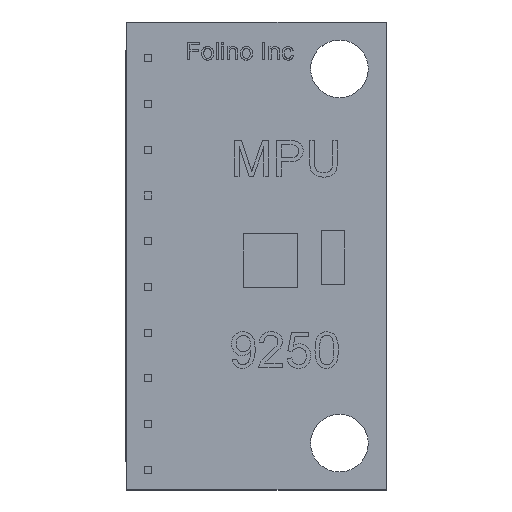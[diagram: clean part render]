
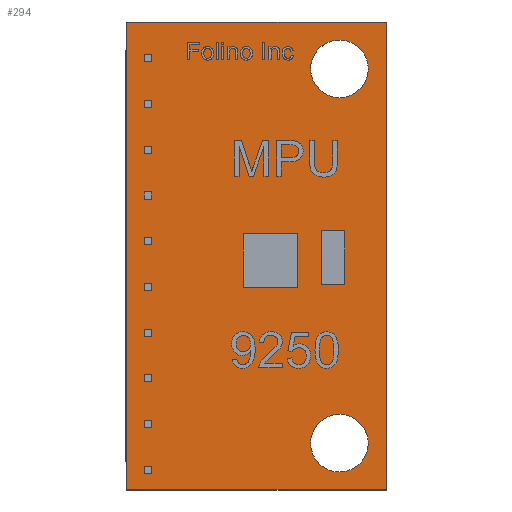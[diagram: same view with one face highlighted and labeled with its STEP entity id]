
A CAD part, top view. The second image highlights one B-rep face of the part: STEP entity #294.
In plain terms, the highlighted planar face has unit normal (0, 0, 1).
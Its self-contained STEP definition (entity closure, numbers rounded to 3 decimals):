
#277=FACE_BOUND('',#747,.T.);
#278=FACE_BOUND('',#748,.T.);
#294=ADVANCED_FACE('',(#519,#277,#278),#3273,.T.);
#519=FACE_OUTER_BOUND('',#746,.T.);
#746=EDGE_LOOP('',(#1002,#1003,#1004,#1005));
#747=EDGE_LOOP('',(#1006,#1007));
#748=EDGE_LOOP('',(#1008,#1009));
#1002=ORIENTED_EDGE('',*,*,#1958,.T.);
#1003=ORIENTED_EDGE('',*,*,#1962,.T.);
#1004=ORIENTED_EDGE('',*,*,#1965,.T.);
#1005=ORIENTED_EDGE('',*,*,#1967,.T.);
#1006=ORIENTED_EDGE('',*,*,#1969,.T.);
#1007=ORIENTED_EDGE('',*,*,#1976,.T.);
#1008=ORIENTED_EDGE('',*,*,#1972,.T.);
#1009=ORIENTED_EDGE('',*,*,#1979,.T.);
#1958=EDGE_CURVE('',#2937,#2936,#2467,.T.);
#1962=EDGE_CURVE('',#2936,#2939,#2471,.T.);
#1965=EDGE_CURVE('',#2939,#2941,#2474,.T.);
#1967=EDGE_CURVE('',#2941,#2937,#2476,.T.);
#1969=EDGE_CURVE('',#2943,#2946,#2446,.T.);
#1972=EDGE_CURVE('',#2945,#2948,#2449,.T.);
#1976=EDGE_CURVE('',#2946,#2943,#2453,.T.);
#1979=EDGE_CURVE('',#2948,#2945,#2456,.T.);
#2446=(
BOUNDED_CURVE()
B_SPLINE_CURVE(2,(#3817,#3818,#3819,#3820,#3821),.UNSPECIFIED.,.F.,.F.)
B_SPLINE_CURVE_WITH_KNOTS((3,2,3),(0.,2.513,5.027),
 .UNSPECIFIED.)
CURVE()
GEOMETRIC_REPRESENTATION_ITEM()
RATIONAL_B_SPLINE_CURVE((1.,0.707,1.,0.707,1.))
REPRESENTATION_ITEM('')
);
#2449=(
BOUNDED_CURVE()
B_SPLINE_CURVE(2,(#3829,#3830,#3831,#3832,#3833),.UNSPECIFIED.,.F.,.F.)
B_SPLINE_CURVE_WITH_KNOTS((3,2,3),(0.,2.513,5.027),
 .UNSPECIFIED.)
CURVE()
GEOMETRIC_REPRESENTATION_ITEM()
RATIONAL_B_SPLINE_CURVE((1.,0.707,1.,0.707,1.))
REPRESENTATION_ITEM('')
);
#2453=(
BOUNDED_CURVE()
B_SPLINE_CURVE(2,(#3843,#3844,#3845,#3846,#3847),.UNSPECIFIED.,.F.,.F.)
B_SPLINE_CURVE_WITH_KNOTS((3,2,3),(5.027,7.54,10.053),
 .UNSPECIFIED.)
CURVE()
GEOMETRIC_REPRESENTATION_ITEM()
RATIONAL_B_SPLINE_CURVE((1.,0.707,1.,0.707,1.))
REPRESENTATION_ITEM('')
);
#2456=(
BOUNDED_CURVE()
B_SPLINE_CURVE(2,(#3855,#3856,#3857,#3858,#3859),.UNSPECIFIED.,.F.,.F.)
B_SPLINE_CURVE_WITH_KNOTS((3,2,3),(5.027,7.54,10.053),
 .UNSPECIFIED.)
CURVE()
GEOMETRIC_REPRESENTATION_ITEM()
RATIONAL_B_SPLINE_CURVE((1.,0.707,1.,0.707,1.))
REPRESENTATION_ITEM('')
);
#2467=B_SPLINE_CURVE_WITH_KNOTS('',1,(#3792,#3793),.UNSPECIFIED.,.F.,.F.,
(2,2),(0.,14.43),.UNSPECIFIED.);
#2471=B_SPLINE_CURVE_WITH_KNOTS('',1,(#3800,#3801),.UNSPECIFIED.,.F.,.F.,
(2,2),(14.43,40.43),.UNSPECIFIED.);
#2474=B_SPLINE_CURVE_WITH_KNOTS('',1,(#3806,#3807),.UNSPECIFIED.,.F.,.F.,
(2,2),(40.43,54.86),.UNSPECIFIED.);
#2476=B_SPLINE_CURVE_WITH_KNOTS('',1,(#3810,#3811),.UNSPECIFIED.,.F.,.F.,
(2,2),(54.86,80.86),.UNSPECIFIED.);
#2936=VERTEX_POINT('',#3774);
#2937=VERTEX_POINT('',#3775);
#2939=VERTEX_POINT('',#3777);
#2941=VERTEX_POINT('',#3779);
#2943=VERTEX_POINT('',#3781);
#2945=VERTEX_POINT('',#3783);
#2946=VERTEX_POINT('',#3784);
#2948=VERTEX_POINT('',#3786);
#3273=PLANE('',#3437);
#3437=AXIS2_PLACEMENT_3D('',#3731,#3584,$);
#3584=DIRECTION('',(0.,0.,1.));
#3731=CARTESIAN_POINT('',(0.,0.,1.));
#3774=CARTESIAN_POINT('',(14.43,0.,1.));
#3775=CARTESIAN_POINT('',(0.,0.,1.));
#3777=CARTESIAN_POINT('',(14.43,26.,1.));
#3779=CARTESIAN_POINT('',(0.,26.,1.));
#3781=CARTESIAN_POINT('',(13.425,2.598,1.));
#3783=CARTESIAN_POINT('',(13.425,23.398,1.));
#3784=CARTESIAN_POINT('',(10.225,2.598,1.));
#3786=CARTESIAN_POINT('',(10.225,23.398,1.));
#3792=CARTESIAN_POINT('',(0.,0.,1.));
#3793=CARTESIAN_POINT('',(14.43,0.,1.));
#3800=CARTESIAN_POINT('',(14.43,0.,1.));
#3801=CARTESIAN_POINT('',(14.43,26.,1.));
#3806=CARTESIAN_POINT('',(14.43,26.,1.));
#3807=CARTESIAN_POINT('',(0.,26.,1.));
#3810=CARTESIAN_POINT('',(0.,26.,1.));
#3811=CARTESIAN_POINT('',(0.,0.,1.));
#3817=CARTESIAN_POINT('',(13.425,2.598,1.));
#3818=CARTESIAN_POINT('',(13.425,0.998,1.));
#3819=CARTESIAN_POINT('',(11.825,0.998,1.));
#3820=CARTESIAN_POINT('',(10.225,0.998,1.));
#3821=CARTESIAN_POINT('',(10.225,2.598,1.));
#3829=CARTESIAN_POINT('',(13.425,23.398,1.));
#3830=CARTESIAN_POINT('',(13.425,21.798,1.));
#3831=CARTESIAN_POINT('',(11.825,21.798,1.));
#3832=CARTESIAN_POINT('',(10.225,21.798,1.));
#3833=CARTESIAN_POINT('',(10.225,23.398,1.));
#3843=CARTESIAN_POINT('',(10.225,2.598,1.));
#3844=CARTESIAN_POINT('',(10.225,4.198,1.));
#3845=CARTESIAN_POINT('',(11.825,4.198,1.));
#3846=CARTESIAN_POINT('',(13.425,4.198,1.));
#3847=CARTESIAN_POINT('',(13.425,2.598,1.));
#3855=CARTESIAN_POINT('',(10.225,23.398,1.));
#3856=CARTESIAN_POINT('',(10.225,24.998,1.));
#3857=CARTESIAN_POINT('',(11.825,24.998,1.));
#3858=CARTESIAN_POINT('',(13.425,24.998,1.));
#3859=CARTESIAN_POINT('',(13.425,23.398,1.));
